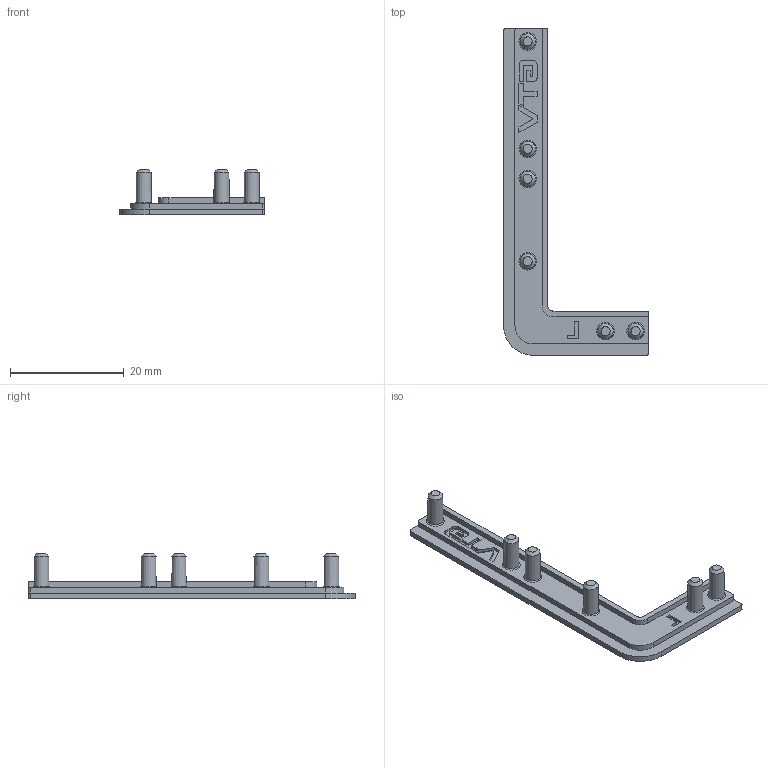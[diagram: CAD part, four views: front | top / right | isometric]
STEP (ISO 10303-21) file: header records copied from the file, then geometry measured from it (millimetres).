
FILE_DESCRIPTION(/* description */ (''),/* implementation_level */ '2;1');
FILE_NAME(/* name */ 'PA-ZASVELLO-LNP.stp',/* time_stamp */ '2022-06-08T16:17:45+02:00',/* author */ ('tomaszw'),/* organization */ (''),/* preprocessor_version */ 'ST-DEVELOPER v18.1',/* originating_system */ 'Autodesk Inventor 2021',/* authorisation */ '');
FILE_SCHEMA (('AUTOMOTIVE_DESIGN { 1 0 10303 214 3 1 1 }'));
Length unit declared in the file: millimetre
Products named in the file (1): GTV-237_1_1 Zaślepka niepełna P_ 
prawa-01
Bounding box: 25.5 x 57.5 x 8 mm (x, y, z)
Volume: 1252.9 mm3; surface area: 1925.6 mm2
Topology: 1 solids, 1 shells, 92 faces, 234 edges, 154 vertices
Faces by surface type: plane 58, cone 12, cylinder 10, bspline 6, torus 6
Entity records: 2844 total; most frequent: CARTESIAN_POINT 559, ORIENTED_EDGE 468, DIRECTION 452, EDGE_CURVE 234, LINE 166, VECTOR 166, VERTEX_POINT 154, AXIS2_PLACEMENT_3D 143
